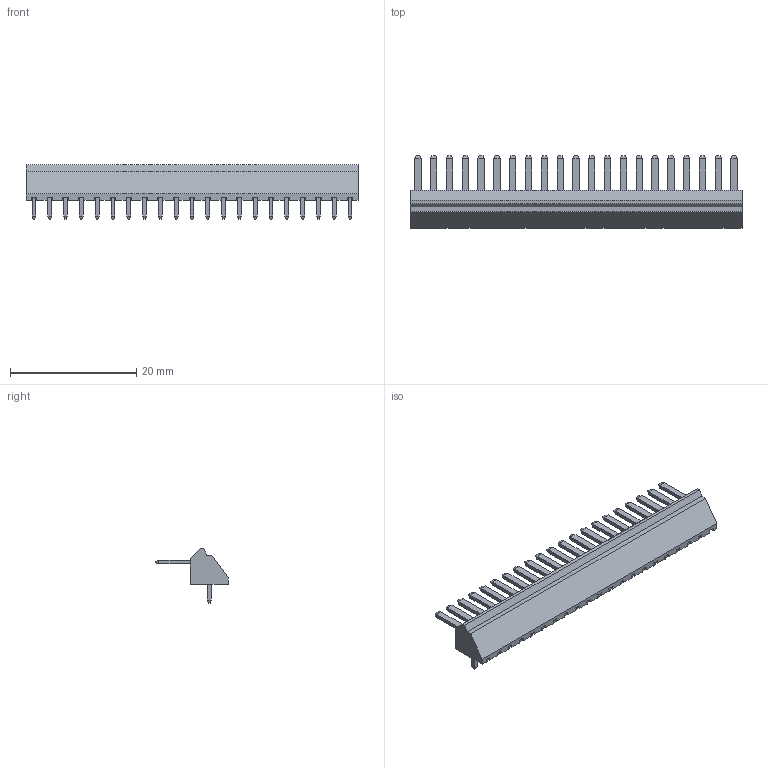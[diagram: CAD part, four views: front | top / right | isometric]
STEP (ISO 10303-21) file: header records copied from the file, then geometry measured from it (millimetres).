
FILE_DESCRIPTION(('FreeCAD Model'),'2;1');
FILE_NAME('Open CASCADE Shape Model','2021-07-29T10:06:45',( 'kicad StepUp'),('ksu MCAD'),'Open CASCADE STEP processor 7.4', 'FreeCAD','Unknown');
FILE_SCHEMA(('AUTOMOTIVE_DESIGN { 1 0 10303 214 1 1 1 1 }'));
Length unit declared in the file: millimetre
Products named in the file (1): JST_NH_BS21P-SHF-1AA_1x21_P2.50mm_Horizontal.copy
Bounding box: 52.5 x 11.5 x 8.6 mm (x, y, z)
Volume: 1300.1 mm3; surface area: 1769.5 mm2
Topology: 43 solids, 43 shells, 514 faces, 1116 edges, 688 vertices
Faces by surface type: plane 346, bspline 168
Entity records: 30724 total; most frequent: CARTESIAN_POINT 6231, DIRECTION 2866, ORIENTED_EDGE 2232, PCURVE 2232, DEFINITIONAL_REPRESENTATION 2232, LINE 2172, VECTOR 2172, B_SPLINE_CURVE_WITH_KNOTS 1176
